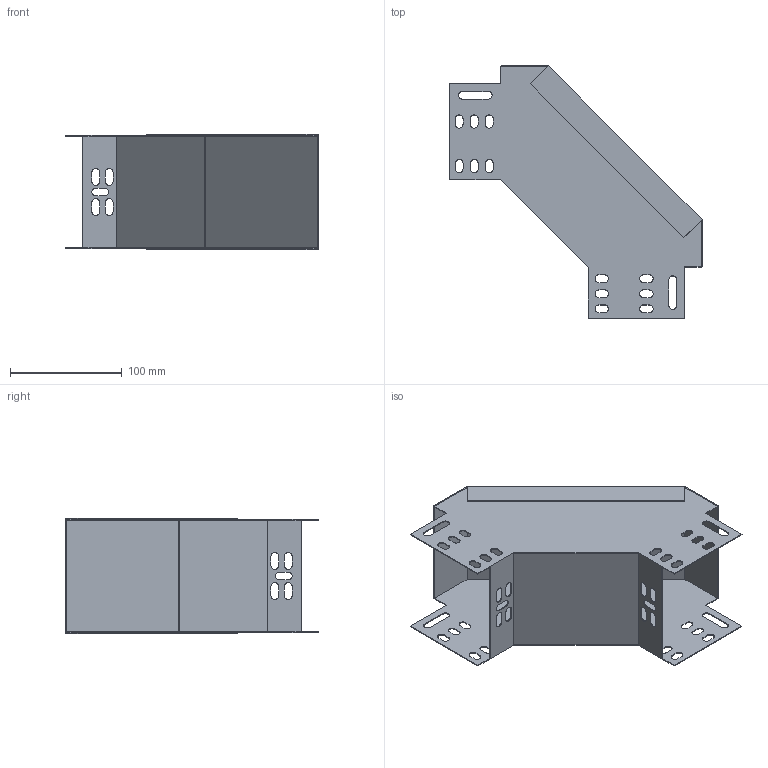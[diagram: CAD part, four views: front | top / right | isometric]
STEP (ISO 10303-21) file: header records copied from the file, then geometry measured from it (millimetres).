
FILE_DESCRIPTION (( 'STEP AP203' ), '1' );
FILE_NAME ('CLP1N-100-100-M-HDZ Ïîâîðîò íà 90 ãð. âåðòèêàëüíûé âíåøíèé 100õ100 IEK HDZ.STEP', '2016-03-02T07:25:51', ( '' ), ( '' ), 'SwSTEP 2.0', 'SolidWorks 2014', '' );
FILE_SCHEMA (( 'CONFIG_CONTROL_DESIGN' ));
Length unit declared in the file: millimetre
Products named in the file (1): CLP1N-100-100-M-HDZ Ïîâîðîò íà 90 ãð. âåðòèêàëüíûé âíåøíèé 100õ100 IEK HDZ
Bounding box: 226.37 x 226.37 x 103.2 mm (x, y, z)
Volume: 84814.4 mm3; surface area: 214962.7 mm2
Topology: 2 solids, 2 shells, 211 faces, 611 edges, 402 vertices
Faces by surface type: plane 133, cylinder 78
Entity records: 7152 total; most frequent: CARTESIAN_POINT 1238, ORIENTED_EDGE 1218, DIRECTION 1181, EDGE_CURVE 609, VECTOR 451, LINE 451, VERTEX_POINT 402, AXIS2_PLACEMENT_3D 365
